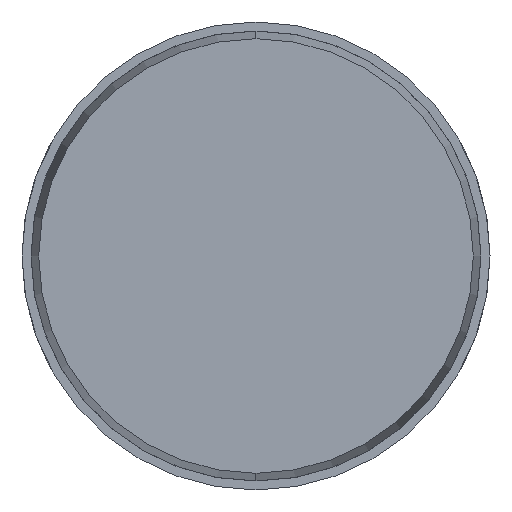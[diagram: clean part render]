
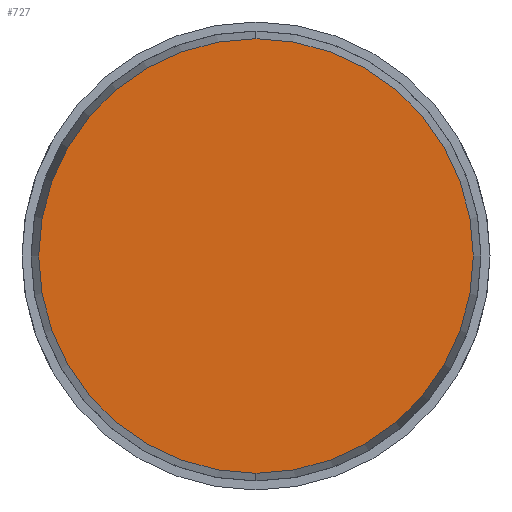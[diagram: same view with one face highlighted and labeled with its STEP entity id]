
A CAD part, front view. The second image highlights one B-rep face of the part: STEP entity #727.
In plain terms, the highlighted planar face has unit normal (0, -1, 0).
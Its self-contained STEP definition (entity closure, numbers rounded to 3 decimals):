
#2 = EDGE_CURVE ( 'NONE', #70, #601, #984, .T. ) ;
#23 = AXIS2_PLACEMENT_3D ( 'NONE', #388, #680, #321 ) ;
#70 = VERTEX_POINT ( 'NONE', #839 ) ;
#200 = EDGE_LOOP ( 'NONE', ( #595, #387 ) ) ;
#321 = DIRECTION ( 'NONE',  ( 0., 0., 1. ) ) ;
#379 = DIRECTION ( 'NONE',  ( 0., -1., 0. ) ) ;
#387 = ORIENTED_EDGE ( 'NONE', *, *, #2, .T. ) ;
#388 = CARTESIAN_POINT ( 'NONE',  ( -24.143, 0., 0. ) ) ;
#400 = CARTESIAN_POINT ( 'NONE',  ( 0., 0., 0. ) ) ;
#411 = PLANE ( 'NONE',  #23 ) ;
#450 = AXIS2_PLACEMENT_3D ( 'NONE', #400, #779, #1149 ) ;
#503 = FACE_OUTER_BOUND ( 'NONE', #200, .T. ) ;
#521 = AXIS2_PLACEMENT_3D ( 'NONE', #572, #379, #761 ) ;
#572 = CARTESIAN_POINT ( 'NONE',  ( 0., 0., 0. ) ) ;
#595 = ORIENTED_EDGE ( 'NONE', *, *, #1186, .T. ) ;
#601 = VERTEX_POINT ( 'NONE', #661 ) ;
#661 = CARTESIAN_POINT ( 'NONE',  ( 0., 0., 24.143 ) ) ;
#680 = DIRECTION ( 'NONE',  ( 0., 1., 0. ) ) ;
#727 = ADVANCED_FACE ( 'NONE', ( #503 ), #411, .F. ) ;
#761 = DIRECTION ( 'NONE',  ( 0., 0., -1. ) ) ;
#779 = DIRECTION ( 'NONE',  ( 0., -1., 0. ) ) ;
#839 = CARTESIAN_POINT ( 'NONE',  ( 0., 0., -24.143 ) ) ;
#984 = CIRCLE ( 'NONE', #450, 24.143 ) ;
#1046 = CIRCLE ( 'NONE', #521, 24.143 ) ;
#1149 = DIRECTION ( 'NONE',  ( 0., 0., -1. ) ) ;
#1186 = EDGE_CURVE ( 'NONE', #601, #70, #1046, .T. ) ;
